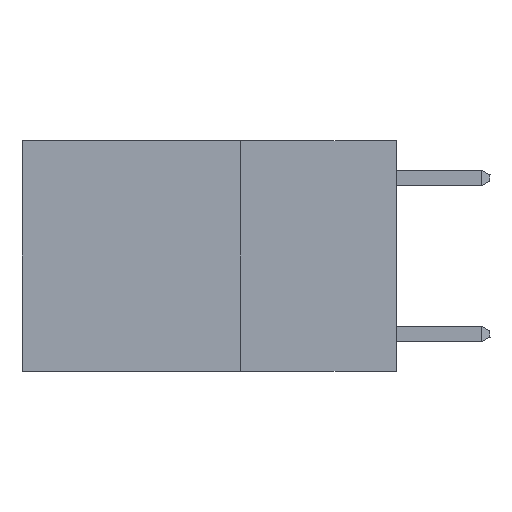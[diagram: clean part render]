
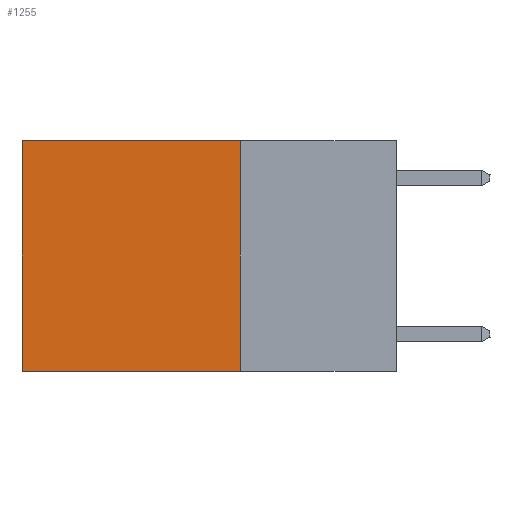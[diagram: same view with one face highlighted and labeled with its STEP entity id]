
A CAD part, left-side view. The second image highlights one B-rep face of the part: STEP entity #1255.
In plain terms, the highlighted planar face has unit normal (-1, 0, 0).
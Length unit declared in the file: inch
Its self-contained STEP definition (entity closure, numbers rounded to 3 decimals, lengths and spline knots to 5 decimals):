
#24 = FACE_OUTER_BOUND ( 'NONE', #13588, .T. ) ;
#253 = EDGE_CURVE ( 'NONE', #5522, #1742, #2371, .T. ) ;
#590 = CARTESIAN_POINT ( 'NONE',  ( 0.2625, 0.6, 0. ) ) ;
#1255 = ADVANCED_FACE ( 'NONE', ( #24 ), #12766, .F. ) ;
#1358 = CARTESIAN_POINT ( 'NONE',  ( 0.2625, 0.25, -0.37 ) ) ;
#1742 = VERTEX_POINT ( 'NONE', #8477 ) ;
#2070 = EDGE_CURVE ( 'NONE', #10558, #8744, #5647, .T. ) ;
#2246 = DIRECTION ( 'NONE',  ( 0., 0., -1. ) ) ;
#2282 = DIRECTION ( 'NONE',  ( 0., 0., -1. ) ) ;
#2371 = LINE ( 'NONE', #7421, #19104 ) ;
#2893 = LINE ( 'NONE', #6601, #3593 ) ;
#3593 = VECTOR ( 'NONE', #15275, 39.37008 ) ;
#5522 = VERTEX_POINT ( 'NONE', #13291 ) ;
#5647 = LINE ( 'NONE', #590, #15606 ) ;
#6375 = EDGE_CURVE ( 'NONE', #1742, #8744, #13854, .T. ) ;
#6526 = ORIENTED_EDGE ( 'NONE', *, *, #253, .F. ) ;
#6601 = CARTESIAN_POINT ( 'NONE',  ( 0.2625, 0.25, 0. ) ) ;
#7421 = CARTESIAN_POINT ( 'NONE',  ( 0.2625, 0.25, 0. ) ) ;
#8253 = VECTOR ( 'NONE', #17337, 39.37008 ) ;
#8477 = CARTESIAN_POINT ( 'NONE',  ( 0.2625, 0.25, -0.37 ) ) ;
#8744 = VERTEX_POINT ( 'NONE', #17404 ) ;
#9488 = ORIENTED_EDGE ( 'NONE', *, *, #6375, .F. ) ;
#10558 = VERTEX_POINT ( 'NONE', #11213 ) ;
#11213 = CARTESIAN_POINT ( 'NONE',  ( 0.2625, 0.6, 0. ) ) ;
#11828 = EDGE_CURVE ( 'NONE', #5522, #10558, #2893, .T. ) ;
#12766 = PLANE ( 'NONE',  #13720 ) ;
#12892 = DIRECTION ( 'NONE',  ( 0., 0., -1. ) ) ;
#13291 = CARTESIAN_POINT ( 'NONE',  ( 0.2625, 0.25, 0. ) ) ;
#13588 = EDGE_LOOP ( 'NONE', ( #14467, #9488, #6526, #20917 ) ) ;
#13720 = AXIS2_PLACEMENT_3D ( 'NONE', #20439, #20083, #12892 ) ;
#13854 = LINE ( 'NONE', #1358, #8253 ) ;
#14467 = ORIENTED_EDGE ( 'NONE', *, *, #2070, .T. ) ;
#15275 = DIRECTION ( 'NONE',  ( 0., 1., 0. ) ) ;
#15606 = VECTOR ( 'NONE', #2282, 39.37008 ) ;
#17337 = DIRECTION ( 'NONE',  ( 0., 1., 0. ) ) ;
#17404 = CARTESIAN_POINT ( 'NONE',  ( 0.2625, 0.6, -0.37 ) ) ;
#19104 = VECTOR ( 'NONE', #2246, 39.37008 ) ;
#20083 = DIRECTION ( 'NONE',  ( 1., 0., 0. ) ) ;
#20439 = CARTESIAN_POINT ( 'NONE',  ( 0.2625, 0.25, 0. ) ) ;
#20917 = ORIENTED_EDGE ( 'NONE', *, *, #11828, .T. ) ;
